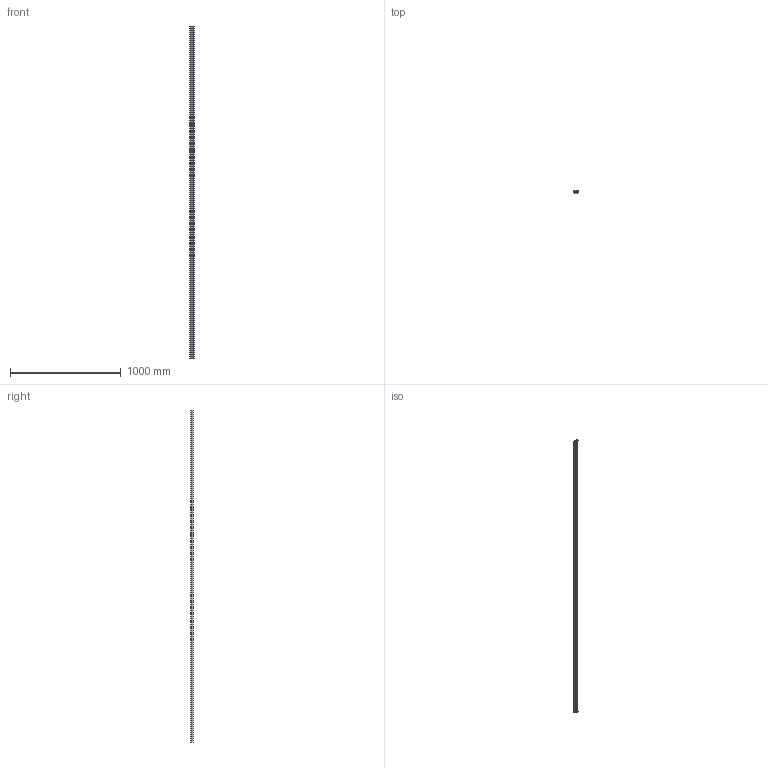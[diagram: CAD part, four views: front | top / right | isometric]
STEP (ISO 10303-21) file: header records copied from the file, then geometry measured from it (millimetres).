
FILE_DESCRIPTION (( 'STEP AP214' ), '1' );
FILE_NAME ('Rexnord-S0367-693272M.STEP', '2021-01-06T14:05:38', ( '' ), ( '' ), 'SwSTEP 2.0', 'SolidWorks 2020', '' );
FILE_SCHEMA (( 'AUTOMOTIVE_DESIGN' ));
Length unit declared in the file: millimetre
Products named in the file (3): Rexnord-S0367-693272M_S0367 lower; Rexnord-S0367-693272M_S0367 upper; Rexnord-S0367-693272M
Assembly tree (2 placements, depth 2):
  Rexnord-S0367-693272M
    Rexnord-S0367-693272M_S0367 upper
    Rexnord-S0367-693272M_S0367 lower
Bounding box: 40 x 23 x 3000 mm (x, y, z)
Volume: 1052954.2 mm3; surface area: 792689.8 mm2
Topology: 2 solids, 2 shells, 40 faces, 108 edges, 72 vertices
Faces by surface type: plane 26, cylinder 14
Entity records: 1513 total; most frequent: DIRECTION 226, CARTESIAN_POINT 225, ORIENTED_EDGE 216, EDGE_CURVE 108, VECTOR 80, LINE 80, AXIS2_PLACEMENT_3D 73, VERTEX_POINT 72
